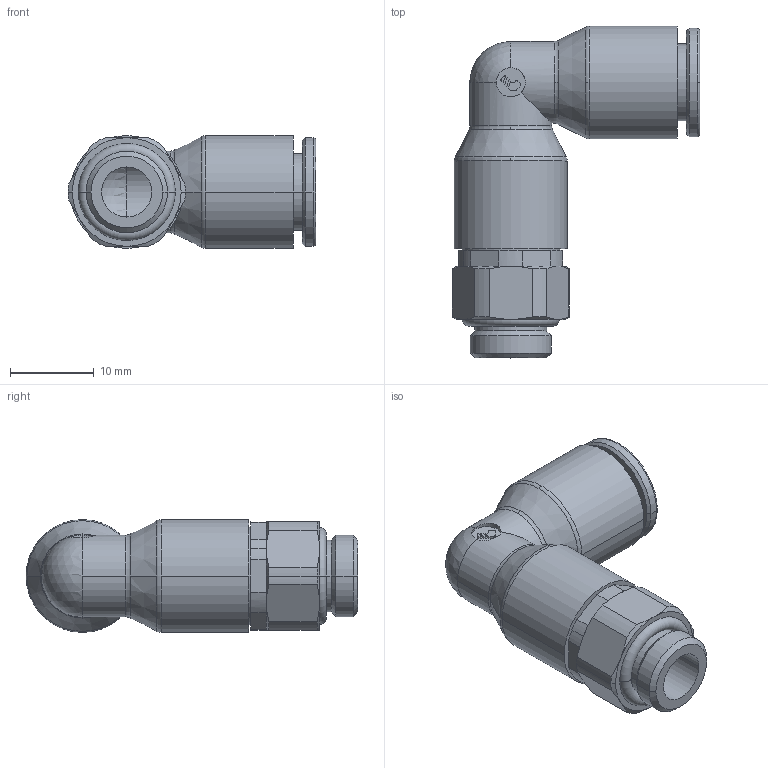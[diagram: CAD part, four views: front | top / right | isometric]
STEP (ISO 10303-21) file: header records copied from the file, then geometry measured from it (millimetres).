
FILE_DESCRIPTION(('STEP AP214'),'1');
FILE_NAME('3169_08_10.stp','2016-07-07T14:53:02',('TraceParts'),('TraceParts S.A.'),'Spatial InterOp 3D',' ',' ');
FILE_SCHEMA(('automotive_design'));
Length unit declared in the file: millimetre
Products named in the file (1): 1
Bounding box: 29.6 x 39.7 x 13.5 mm (x, y, z)
Volume: 3781.7 mm3; surface area: 3912.7 mm2
Topology: 1 solids, 1 shells, 131 faces, 322 edges, 199 vertices
Faces by surface type: cylinder 48, plane 43, cone 26, torus 12, sphere 2
Entity records: 4058 total; most frequent: CARTESIAN_POINT 898, DIRECTION 721, ORIENTED_EDGE 638, EDGE_CURVE 319, AXIS2_PLACEMENT_3D 298, VERTEX_POINT 199, CIRCLE 162, EDGE_LOOP 142
